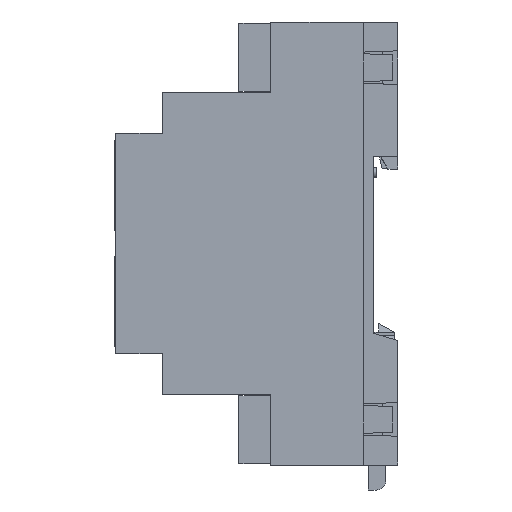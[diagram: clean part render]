
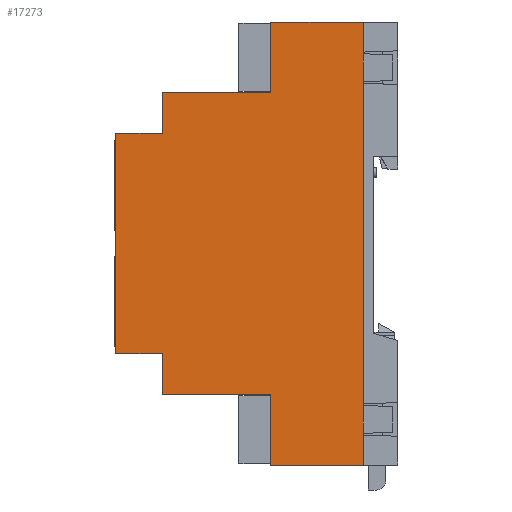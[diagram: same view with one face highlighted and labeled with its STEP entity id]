
A CAD part, left-side view. The second image highlights one B-rep face of the part: STEP entity #17273.
In plain terms, the highlighted face is planar.
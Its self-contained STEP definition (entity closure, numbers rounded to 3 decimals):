
#643 = DIRECTION ( 'NONE',  ( 0., 1., 0.009 ) ) ;
#835 = ORIENTED_EDGE ( 'NONE', *, *, #12854, .F. ) ;
#929 = LINE ( 'NONE', #25077, #3839 ) ;
#1184 = CARTESIAN_POINT ( 'NONE',  ( 45.35, 0.742, -41.847 ) ) ;
#1313 = VECTOR ( 'NONE', #643, 1000. ) ;
#1522 = CARTESIAN_POINT ( 'NONE',  ( 0., 6., -41.8 ) ) ;
#1573 = LINE ( 'NONE', #20435, #22808 ) ;
#1952 = CARTESIAN_POINT ( 'NONE',  ( -45.35, 25., -41.631 ) ) ;
#2636 = ORIENTED_EDGE ( 'NONE', *, *, #13306, .F. ) ;
#2676 = VECTOR ( 'NONE', #23416, 1000. ) ;
#2683 = ORIENTED_EDGE ( 'NONE', *, *, #8344, .F. ) ;
#2765 = CARTESIAN_POINT ( 'NONE',  ( -22.6, 0.742, -41.847 ) ) ;
#2907 = VERTEX_POINT ( 'NONE', #24112 ) ;
#3044 = EDGE_CURVE ( 'NONE', #24053, #3594, #13932, .T. ) ;
#3561 = LINE ( 'NONE', #1522, #11281 ) ;
#3592 = VECTOR ( 'NONE', #16952, 1000. ) ;
#3594 = VERTEX_POINT ( 'NONE', #22746 ) ;
#3839 = VECTOR ( 'NONE', #12804, 1000. ) ;
#3945 = CARTESIAN_POINT ( 'NONE',  ( 0., 47.2, -41.434 ) ) ;
#4010 = DIRECTION ( 'NONE',  ( 1., 0., 0. ) ) ;
#4379 = DIRECTION ( 'NONE',  ( 0., -1., -0.009 ) ) ;
#4393 = VERTEX_POINT ( 'NONE', #14200 ) ;
#4447 = EDGE_CURVE ( 'NONE', #21497, #25888, #24433, .T. ) ;
#4798 = CARTESIAN_POINT ( 'NONE',  ( -22.6, 47.2, -41.434 ) ) ;
#4986 = ORIENTED_EDGE ( 'NONE', *, *, #7433, .F. ) ;
#5375 = DIRECTION ( 'NONE',  ( 1., 0., 0. ) ) ;
#5597 = DIRECTION ( 'NONE',  ( 0., 1., 0.009 ) ) ;
#5766 = CARTESIAN_POINT ( 'NONE',  ( 0., 6., -41.8 ) ) ;
#5878 = ORIENTED_EDGE ( 'NONE', *, *, #3044, .F. ) ;
#6333 = CARTESIAN_POINT ( 'NONE',  ( 45.35, 6., -41.8 ) ) ;
#6367 = EDGE_CURVE ( 'NONE', #10860, #10359, #13155, .T. ) ;
#6510 = CARTESIAN_POINT ( 'NONE',  ( 31., 0.742, -41.847 ) ) ;
#6559 = PLANE ( 'NONE',  #9513 ) ;
#6922 = VERTEX_POINT ( 'NONE', #25523 ) ;
#7186 = VERTEX_POINT ( 'NONE', #8458 ) ;
#7384 = VECTOR ( 'NONE', #22145, 1000. ) ;
#7417 = VERTEX_POINT ( 'NONE', #11593 ) ;
#7433 = EDGE_CURVE ( 'NONE', #10359, #23303, #23511, .T. ) ;
#7663 = VECTOR ( 'NONE', #5597, 1000. ) ;
#7783 = VERTEX_POINT ( 'NONE', #4798 ) ;
#8107 = LINE ( 'NONE', #6510, #1313 ) ;
#8118 = CARTESIAN_POINT ( 'NONE',  ( -33.15, 6., -41.8 ) ) ;
#8153 = VECTOR ( 'NONE', #26104, 1000. ) ;
#8206 = EDGE_CURVE ( 'NONE', #25888, #7417, #1573, .T. ) ;
#8289 = DIRECTION ( 'NONE',  ( 1., 0., 0. ) ) ;
#8344 = EDGE_CURVE ( 'NONE', #6922, #24053, #11256, .T. ) ;
#8458 = CARTESIAN_POINT ( 'NONE',  ( 22.6, 56.7, -41.35 ) ) ;
#9424 = ORIENTED_EDGE ( 'NONE', *, *, #15385, .F. ) ;
#9513 = AXIS2_PLACEMENT_3D ( 'NONE', #10876, #18778, #4379 ) ;
#10075 = CARTESIAN_POINT ( 'NONE',  ( 0., 25., -41.631 ) ) ;
#10251 = DIRECTION ( 'NONE',  ( -1., 0., 0. ) ) ;
#10343 = CARTESIAN_POINT ( 'NONE',  ( 31., 47.2, -41.434 ) ) ;
#10359 = VERTEX_POINT ( 'NONE', #19054 ) ;
#10391 = ORIENTED_EDGE ( 'NONE', *, *, #24111, .F. ) ;
#10860 = VERTEX_POINT ( 'NONE', #6333 ) ;
#10876 = CARTESIAN_POINT ( 'NONE',  ( -46., 6., -41.8 ) ) ;
#11256 = LINE ( 'NONE', #18708, #15693 ) ;
#11281 = VECTOR ( 'NONE', #4010, 1000. ) ;
#11593 = CARTESIAN_POINT ( 'NONE',  ( -45.35, 6., -41.8 ) ) ;
#11771 = CARTESIAN_POINT ( 'NONE',  ( 0., 25., -41.631 ) ) ;
#11810 = LINE ( 'NONE', #3945, #12114 ) ;
#11829 = VECTOR ( 'NONE', #5375, 1000. ) ;
#11936 = CARTESIAN_POINT ( 'NONE',  ( 0., 6., -41.8 ) ) ;
#12114 = VECTOR ( 'NONE', #10251, 1000. ) ;
#12121 = ORIENTED_EDGE ( 'NONE', *, *, #13061, .F. ) ;
#12350 = DIRECTION ( 'NONE',  ( 0., -1., -0.009 ) ) ;
#12656 = LINE ( 'NONE', #2765, #2676 ) ;
#12804 = DIRECTION ( 'NONE',  ( -1., 0., 0. ) ) ;
#12854 = EDGE_CURVE ( 'NONE', #2907, #21497, #16439, .T. ) ;
#13061 = EDGE_CURVE ( 'NONE', #7417, #6922, #23449, .T. ) ;
#13155 = LINE ( 'NONE', #1184, #7663 ) ;
#13298 = ORIENTED_EDGE ( 'NONE', *, *, #8206, .F. ) ;
#13304 = VERTEX_POINT ( 'NONE', #20618 ) ;
#13306 = EDGE_CURVE ( 'NONE', #15601, #4393, #929, .T. ) ;
#13477 = ORIENTED_EDGE ( 'NONE', *, *, #4447, .F. ) ;
#13527 = VECTOR ( 'NONE', #24428, 1000. ) ;
#13554 = ORIENTED_EDGE ( 'NONE', *, *, #6367, .F. ) ;
#13932 = LINE ( 'NONE', #11936, #8153 ) ;
#14200 = CARTESIAN_POINT ( 'NONE',  ( 22.6, 47.2, -41.434 ) ) ;
#14387 = ORIENTED_EDGE ( 'NONE', *, *, #21142, .T. ) ;
#14824 = DIRECTION ( 'NONE',  ( 0., 1., 0.009 ) ) ;
#15239 = CARTESIAN_POINT ( 'NONE',  ( -31., 0.742, -41.847 ) ) ;
#15312 = ORIENTED_EDGE ( 'NONE', *, *, #21484, .F. ) ;
#15385 = EDGE_CURVE ( 'NONE', #7783, #2907, #11810, .T. ) ;
#15409 = CARTESIAN_POINT ( 'NONE',  ( 31., 25., -41.631 ) ) ;
#15601 = VERTEX_POINT ( 'NONE', #10343 ) ;
#15693 = VECTOR ( 'NONE', #8289, 1000. ) ;
#16266 = DIRECTION ( 'NONE',  ( 1., 0., 0. ) ) ;
#16439 = LINE ( 'NONE', #15239, #3592 ) ;
#16804 = FACE_OUTER_BOUND ( 'NONE', #17887, .T. ) ;
#16952 = DIRECTION ( 'NONE',  ( 0., -1., -0.009 ) ) ;
#17065 = VECTOR ( 'NONE', #16266, 1000. ) ;
#17273 = ADVANCED_FACE ( 'NONE', ( #16804 ), #6559, .F. ) ;
#17887 = EDGE_LOOP ( 'NONE', ( #25463, #10391, #5878, #2683, #12121, #13298, #13477, #835, #9424, #23651, #14387, #15312, #2636, #21771, #4986, #13554 ) ) ;
#18708 = CARTESIAN_POINT ( 'NONE',  ( 0., 6., -41.8 ) ) ;
#18778 = DIRECTION ( 'NONE',  ( 0., -0.009, 1. ) ) ;
#19054 = CARTESIAN_POINT ( 'NONE',  ( 45.35, 25., -41.631 ) ) ;
#19069 = CARTESIAN_POINT ( 'NONE',  ( -31., 25., -41.631 ) ) ;
#20435 = CARTESIAN_POINT ( 'NONE',  ( -45.35, 0.742, -41.847 ) ) ;
#20618 = CARTESIAN_POINT ( 'NONE',  ( -22.6, 56.7, -41.35 ) ) ;
#21142 = EDGE_CURVE ( 'NONE', #13304, #7186, #26597, .T. ) ;
#21435 = VECTOR ( 'NONE', #14824, 1000. ) ;
#21484 = EDGE_CURVE ( 'NONE', #4393, #7186, #25585, .T. ) ;
#21497 = VERTEX_POINT ( 'NONE', #19069 ) ;
#21771 = ORIENTED_EDGE ( 'NONE', *, *, #23647, .F. ) ;
#22145 = DIRECTION ( 'NONE',  ( 1., 0., 0. ) ) ;
#22254 = CARTESIAN_POINT ( 'NONE',  ( 38.85, 6., -41.8 ) ) ;
#22746 = CARTESIAN_POINT ( 'NONE',  ( 33.15, 6., -41.8 ) ) ;
#22808 = VECTOR ( 'NONE', #12350, 1000. ) ;
#23152 = EDGE_CURVE ( 'NONE', #13304, #7783, #12656, .T. ) ;
#23183 = CARTESIAN_POINT ( 'NONE',  ( 22.6, 0.742, -41.847 ) ) ;
#23191 = CARTESIAN_POINT ( 'NONE',  ( -46., 56.7, -41.35 ) ) ;
#23303 = VERTEX_POINT ( 'NONE', #15409 ) ;
#23412 = VERTEX_POINT ( 'NONE', #22254 ) ;
#23416 = DIRECTION ( 'NONE',  ( 0., -1., -0.009 ) ) ;
#23449 = LINE ( 'NONE', #5766, #7384 ) ;
#23511 = LINE ( 'NONE', #11771, #24459 ) ;
#23647 = EDGE_CURVE ( 'NONE', #23303, #15601, #8107, .T. ) ;
#23651 = ORIENTED_EDGE ( 'NONE', *, *, #23152, .F. ) ;
#24053 = VERTEX_POINT ( 'NONE', #8118 ) ;
#24111 = EDGE_CURVE ( 'NONE', #3594, #23412, #25414, .T. ) ;
#24112 = CARTESIAN_POINT ( 'NONE',  ( -31., 47.2, -41.434 ) ) ;
#24152 = EDGE_CURVE ( 'NONE', #23412, #10860, #3561, .T. ) ;
#24428 = DIRECTION ( 'NONE',  ( -1., 0., 0. ) ) ;
#24433 = LINE ( 'NONE', #10075, #13527 ) ;
#24450 = CARTESIAN_POINT ( 'NONE',  ( 0., 6., -41.8 ) ) ;
#24459 = VECTOR ( 'NONE', #25759, 1000. ) ;
#25077 = CARTESIAN_POINT ( 'NONE',  ( 0., 47.2, -41.434 ) ) ;
#25414 = LINE ( 'NONE', #24450, #17065 ) ;
#25463 = ORIENTED_EDGE ( 'NONE', *, *, #24152, .F. ) ;
#25523 = CARTESIAN_POINT ( 'NONE',  ( -38.85, 6., -41.8 ) ) ;
#25585 = LINE ( 'NONE', #23183, #21435 ) ;
#25759 = DIRECTION ( 'NONE',  ( -1., 0., 0. ) ) ;
#25888 = VERTEX_POINT ( 'NONE', #1952 ) ;
#26104 = DIRECTION ( 'NONE',  ( 1., 0., 0. ) ) ;
#26597 = LINE ( 'NONE', #23191, #11829 ) ;
